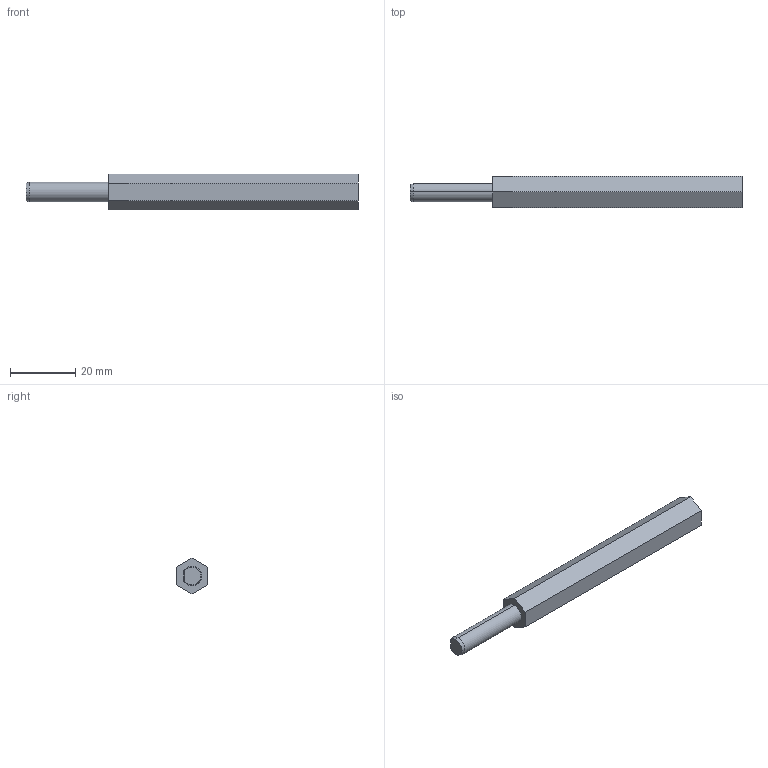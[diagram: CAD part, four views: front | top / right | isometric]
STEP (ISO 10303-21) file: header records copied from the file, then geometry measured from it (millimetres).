
FILE_DESCRIPTION (( 'STEP AP214' ), '1' );
FILE_NAME ('am-5461 6mm D to 375IN Hex Shaft, 3IN Long.STEP', '2024-05-29T16:50:14', ( '' ), ( '' ), 'SwSTEP 2.0', 'SolidWorks 2024', '' );
FILE_SCHEMA (( 'AUTOMOTIVE_DESIGN' ));
Length unit declared in the file: inch
Products named in the file (1): am-5461 6mm D to 375IN Hex Shaft, 3IN Long
Bounding box: 101.6 x 9.53 x 11 mm (x, y, z)
Volume: 6423.8 mm3; surface area: 3383.8 mm2
Topology: 1 solids, 1 shells, 21 faces, 48 edges, 29 vertices
Faces by surface type: plane 11, cone 5, cylinder 5
Entity records: 602 total; most frequent: CARTESIAN_POINT 103, DIRECTION 101, ORIENTED_EDGE 92, EDGE_CURVE 46, AXIS2_PLACEMENT_3D 35, LINE 31, VECTOR 31, VERTEX_POINT 29
